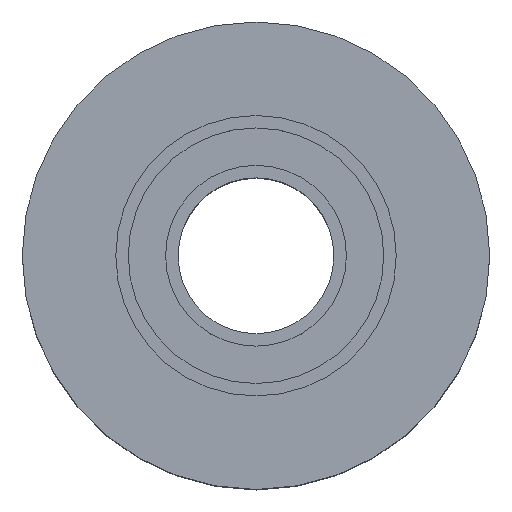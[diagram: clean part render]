
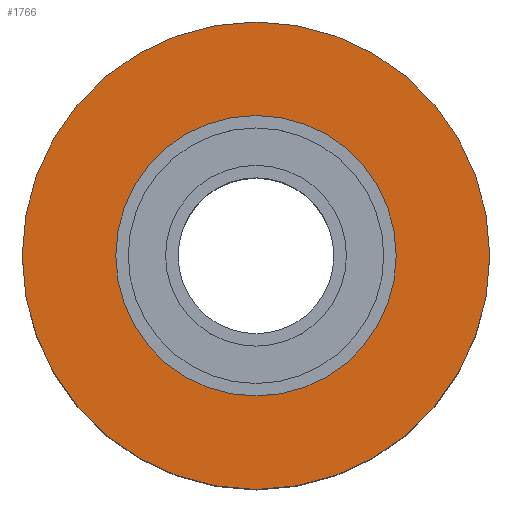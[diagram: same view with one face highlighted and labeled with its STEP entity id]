
A CAD part, top view. The second image highlights one B-rep face of the part: STEP entity #1766.
In plain terms, the highlighted planar face has unit normal (0, 0, 1).
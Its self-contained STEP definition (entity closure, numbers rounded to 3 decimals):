
#300=FACE_BOUND('',#425,.T.);
#315=FACE_OUTER_BOUND('',#424,.T.);
#424=EDGE_LOOP('',(#1357));
#425=EDGE_LOOP('',(#1358));
#703=CIRCLE('',#2053,7.5);
#704=CIRCLE('',#2054,4.5);
#889=VERTEX_POINT('',#3192);
#890=VERTEX_POINT('',#3194);
#1076=EDGE_CURVE('',#889,#889,#703,.T.);
#1077=EDGE_CURVE('',#890,#890,#704,.F.);
#1357=ORIENTED_EDGE('',*,*,#1076,.F.);
#1358=ORIENTED_EDGE('',*,*,#1077,.T.);
#1751=PLANE('',#2052);
#1766=ADVANCED_FACE('',(#315,#300),#1751,.T.);
#2052=AXIS2_PLACEMENT_3D('',#3191,#2514,#2515);
#2053=AXIS2_PLACEMENT_3D('',#3193,#2516,#2517);
#2054=AXIS2_PLACEMENT_3D('',#3195,#2518,#2519);
#2514=DIRECTION('center_axis',(0.,0.,1.));
#2515=DIRECTION('ref_axis',(1.,0.,0.));
#2516=DIRECTION('center_axis',(0.,0.,-1.));
#2517=DIRECTION('ref_axis',(-1.,0.,0.));
#2518=DIRECTION('center_axis',(0.,0.,1.));
#2519=DIRECTION('ref_axis',(1.,0.,0.));
#3191=CARTESIAN_POINT('Origin',(0.,0.,10.));
#3192=CARTESIAN_POINT('',(7.5,0.,10.));
#3193=CARTESIAN_POINT('Origin',(0.,0.,10.));
#3194=CARTESIAN_POINT('',(-4.5,0.,10.));
#3195=CARTESIAN_POINT('Origin',(0.,0.,10.));
